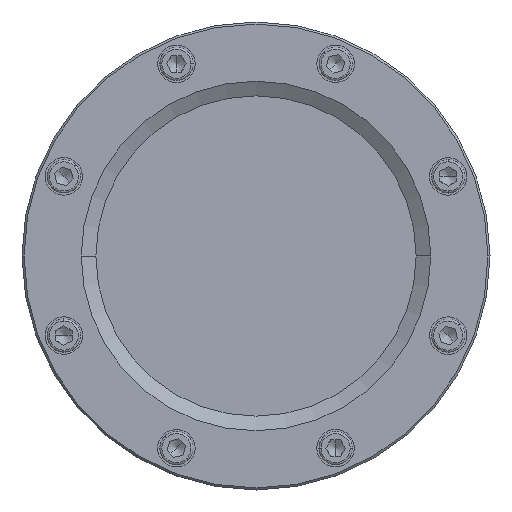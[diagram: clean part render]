
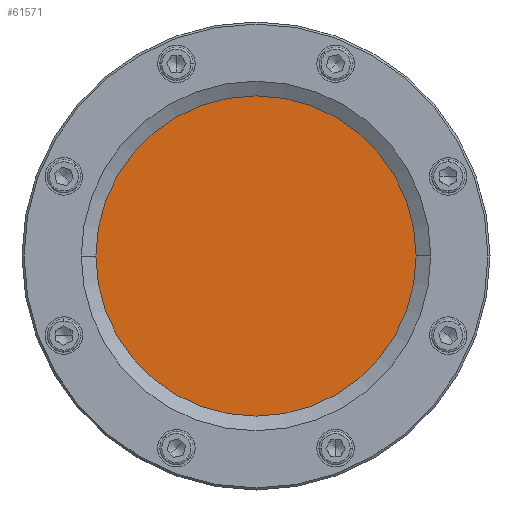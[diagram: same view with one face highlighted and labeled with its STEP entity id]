
A CAD part, left-side view. The second image highlights one B-rep face of the part: STEP entity #61571.
In plain terms, the highlighted face is planar.
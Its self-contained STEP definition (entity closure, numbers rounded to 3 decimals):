
#60787 = CYLINDRICAL_SURFACE('',#60788,77.);
#60788 = AXIS2_PLACEMENT_3D('',#60789,#60790,#60791);
#60789 = CARTESIAN_POINT('',(6.521,0.,0.));
#60790 = DIRECTION('',(1.,0.,0.));
#60791 = DIRECTION('',(-0.,1.,0.));
#60845 = EDGE_CURVE('',#60846,#60848,#60850,.T.);
#60846 = VERTEX_POINT('',#60847);
#60847 = CARTESIAN_POINT('',(11.,77.,0.));
#60848 = VERTEX_POINT('',#60849);
#60849 = CARTESIAN_POINT('',(11.,-77.,0.));
#60850 = SURFACE_CURVE('',#60851,(#60856,#60863),.PCURVE_S1.);
#60851 = CIRCLE('',#60852,77.);
#60852 = AXIS2_PLACEMENT_3D('',#60853,#60854,#60855);
#60853 = CARTESIAN_POINT('',(11.,0.,0.));
#60854 = DIRECTION('',(-1.,0.,0.));
#60855 = DIRECTION('',(0.,1.,0.));
#60856 = PCURVE('',#60787,#60857);
#60857 = DEFINITIONAL_REPRESENTATION('',(#60858),#60862);
#60858 = LINE('',#60859,#60860);
#60859 = CARTESIAN_POINT('',(6.283,4.479));
#60860 = VECTOR('',#60861,1.);
#60861 = DIRECTION('',(-1.,0.));
#60862 = ( GEOMETRIC_REPRESENTATION_CONTEXT(2) 
PARAMETRIC_REPRESENTATION_CONTEXT() REPRESENTATION_CONTEXT('2D SPACE',''
  ) );
#60863 = PCURVE('',#60864,#60869);
#60864 = PLANE('',#60865);
#60865 = AXIS2_PLACEMENT_3D('',#60866,#60867,#60868);
#60866 = CARTESIAN_POINT('',(11.,0.,7.75));
#60867 = DIRECTION('',(-1.,0.,0.));
#60868 = DIRECTION('',(0.,0.,1.));
#60869 = DEFINITIONAL_REPRESENTATION('',(#60870),#60874);
#60870 = CIRCLE('',#60871,77.);
#60871 = AXIS2_PLACEMENT_2D('',#60872,#60873);
#60872 = CARTESIAN_POINT('',(-7.75,0.));
#60873 = DIRECTION('',(0.,1.));
#60874 = ( GEOMETRIC_REPRESENTATION_CONTEXT(2) 
PARAMETRIC_REPRESENTATION_CONTEXT() REPRESENTATION_CONTEXT('2D SPACE',''
  ) );
#60890 = CYLINDRICAL_SURFACE('',#60891,77.);
#60891 = AXIS2_PLACEMENT_3D('',#60892,#60893,#60894);
#60892 = CARTESIAN_POINT('',(6.521,0.,0.));
#60893 = DIRECTION('',(1.,0.,0.));
#60894 = DIRECTION('',(-0.,1.,0.));
#61571 = ADVANCED_FACE('',(#61572),#60864,.F.);
#61572 = FACE_BOUND('',#61573,.F.);
#61573 = EDGE_LOOP('',(#61574,#61598,#61599));
#61574 = ORIENTED_EDGE('',*,*,#61575,.T.);
#61575 = EDGE_CURVE('',#61576,#60846,#61578,.T.);
#61576 = VERTEX_POINT('',#61577);
#61577 = CARTESIAN_POINT('',(11.,0.,77.));
#61578 = SURFACE_CURVE('',#61579,(#61584,#61591),.PCURVE_S1.);
#61579 = CIRCLE('',#61580,77.);
#61580 = AXIS2_PLACEMENT_3D('',#61581,#61582,#61583);
#61581 = CARTESIAN_POINT('',(11.,0.,0.));
#61582 = DIRECTION('',(-1.,0.,0.));
#61583 = DIRECTION('',(0.,1.,0.));
#61584 = PCURVE('',#60864,#61585);
#61585 = DEFINITIONAL_REPRESENTATION('',(#61586),#61590);
#61586 = CIRCLE('',#61587,77.);
#61587 = AXIS2_PLACEMENT_2D('',#61588,#61589);
#61588 = CARTESIAN_POINT('',(-7.75,0.));
#61589 = DIRECTION('',(0.,1.));
#61590 = ( GEOMETRIC_REPRESENTATION_CONTEXT(2) 
PARAMETRIC_REPRESENTATION_CONTEXT() REPRESENTATION_CONTEXT('2D SPACE',''
  ) );
#61591 = PCURVE('',#60890,#61592);
#61592 = DEFINITIONAL_REPRESENTATION('',(#61593),#61597);
#61593 = LINE('',#61594,#61595);
#61594 = CARTESIAN_POINT('',(6.283,4.479));
#61595 = VECTOR('',#61596,1.);
#61596 = DIRECTION('',(-1.,0.));
#61597 = ( GEOMETRIC_REPRESENTATION_CONTEXT(2) 
PARAMETRIC_REPRESENTATION_CONTEXT() REPRESENTATION_CONTEXT('2D SPACE',''
  ) );
#61598 = ORIENTED_EDGE('',*,*,#60845,.T.);
#61599 = ORIENTED_EDGE('',*,*,#61600,.T.);
#61600 = EDGE_CURVE('',#60848,#61576,#61601,.T.);
#61601 = SURFACE_CURVE('',#61602,(#61607,#61614),.PCURVE_S1.);
#61602 = CIRCLE('',#61603,77.);
#61603 = AXIS2_PLACEMENT_3D('',#61604,#61605,#61606);
#61604 = CARTESIAN_POINT('',(11.,0.,0.));
#61605 = DIRECTION('',(-1.,0.,0.));
#61606 = DIRECTION('',(0.,1.,0.));
#61607 = PCURVE('',#60864,#61608);
#61608 = DEFINITIONAL_REPRESENTATION('',(#61609),#61613);
#61609 = CIRCLE('',#61610,77.);
#61610 = AXIS2_PLACEMENT_2D('',#61611,#61612);
#61611 = CARTESIAN_POINT('',(-7.75,0.));
#61612 = DIRECTION('',(0.,1.));
#61613 = ( GEOMETRIC_REPRESENTATION_CONTEXT(2) 
PARAMETRIC_REPRESENTATION_CONTEXT() REPRESENTATION_CONTEXT('2D SPACE',''
  ) );
#61614 = PCURVE('',#60890,#61615);
#61615 = DEFINITIONAL_REPRESENTATION('',(#61616),#61620);
#61616 = LINE('',#61617,#61618);
#61617 = CARTESIAN_POINT('',(6.283,4.479));
#61618 = VECTOR('',#61619,1.);
#61619 = DIRECTION('',(-1.,0.));
#61620 = ( GEOMETRIC_REPRESENTATION_CONTEXT(2) 
PARAMETRIC_REPRESENTATION_CONTEXT() REPRESENTATION_CONTEXT('2D SPACE',''
  ) );
